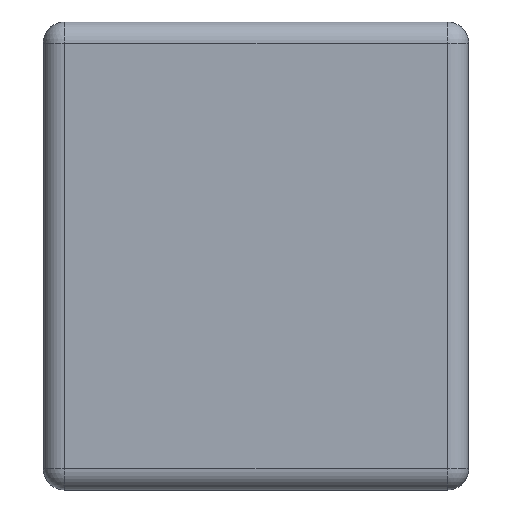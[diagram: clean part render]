
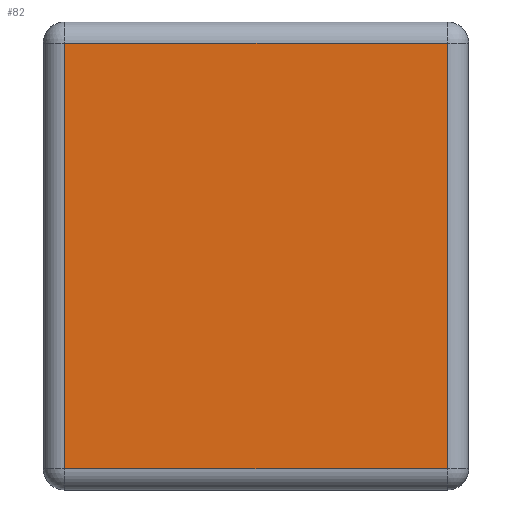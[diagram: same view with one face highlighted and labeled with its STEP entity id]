
A CAD part, left-side view. The second image highlights one B-rep face of the part: STEP entity #82.
In plain terms, the highlighted planar face has unit normal (-1, 0, 0).
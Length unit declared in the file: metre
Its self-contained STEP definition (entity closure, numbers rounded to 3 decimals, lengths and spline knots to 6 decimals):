
#82 = ADVANCED_FACE( '', ( #200 ), #201, .F. );
#200 = FACE_OUTER_BOUND( '', #355, .T. );
#201 = PLANE( '', #356 );
#355 = EDGE_LOOP( '', ( #503, #504, #505, #506 ) );
#356 = AXIS2_PLACEMENT_3D( '', #507, #508, #509 );
#503 = ORIENTED_EDGE( '', *, *, #876, .T. );
#504 = ORIENTED_EDGE( '', *, *, #877, .T. );
#505 = ORIENTED_EDGE( '', *, *, #878, .T. );
#506 = ORIENTED_EDGE( '', *, *, #879, .T. );
#507 = CARTESIAN_POINT( '', ( -0.0005, -0.00025, 0.000275 ) );
#508 = DIRECTION( '', ( 1., 0., 0. ) );
#509 = DIRECTION( '', ( 0., 0., -1. ) );
#876 = EDGE_CURVE( '', #1026, #1027, #1028, .T. );
#877 = EDGE_CURVE( '', #1027, #1029, #1030, .T. );
#878 = EDGE_CURVE( '', #1029, #1031, #1032, .F. );
#879 = EDGE_CURVE( '', #1031, #1026, #1033, .F. );
#1026 = VERTEX_POINT( '', #1228 );
#1027 = VERTEX_POINT( '', #1229 );
#1028 = LINE( '', #1230, #1231 );
#1029 = VERTEX_POINT( '', #1232 );
#1030 = LINE( '', #1233, #1234 );
#1031 = VERTEX_POINT( '', #1235 );
#1032 = LINE( '', #1236, #1237 );
#1033 = LINE( '', #1238, #1239 );
#1228 = CARTESIAN_POINT( '', ( -0.0005, -0.000225, 0.000525 ) );
#1229 = CARTESIAN_POINT( '', ( -0.0005, 0.000225, 0.000525 ) );
#1230 = CARTESIAN_POINT( '', ( -0.0005, -0.00025, 0.000525 ) );
#1231 = VECTOR( '', #1476, 1. );
#1232 = CARTESIAN_POINT( '', ( -0.0005, 0.000225, 0.000025 ) );
#1233 = CARTESIAN_POINT( '', ( -0.0005, 0.000225, 0.000275 ) );
#1234 = VECTOR( '', #1477, 1. );
#1235 = CARTESIAN_POINT( '', ( -0.0005, -0.000225, 0.000025 ) );
#1236 = CARTESIAN_POINT( '', ( -0.0005, -0.00025, 0.000025 ) );
#1237 = VECTOR( '', #1478, 1. );
#1238 = CARTESIAN_POINT( '', ( -0.0005, -0.000225, 0.00055 ) );
#1239 = VECTOR( '', #1479, 1. );
#1476 = DIRECTION( '', ( 0., 1., 0. ) );
#1477 = DIRECTION( '', ( 0., 0., -1. ) );
#1478 = DIRECTION( '', ( 0., 1., 0. ) );
#1479 = DIRECTION( '', ( 0., 0., -1. ) );
